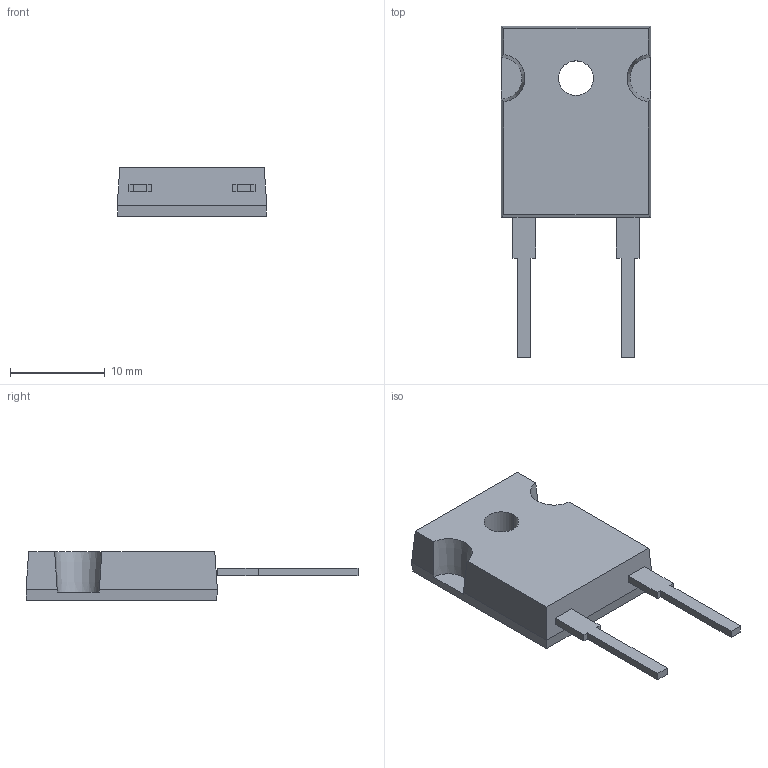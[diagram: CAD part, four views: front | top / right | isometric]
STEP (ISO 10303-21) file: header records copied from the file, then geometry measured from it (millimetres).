
FILE_DESCRIPTION (( 'STEP AP214' ), '1' );
FILE_NAME ('DO247.STEP', '2013-07-29T08:45:39', ( '' ), ( '' ), 'SwSTEP 2.0', 'SolidWorks 2011', '' );
FILE_SCHEMA (( 'AUTOMOTIVE_DESIGN' ));
Length unit declared in the file: millimetre
Products named in the file (1): DO247
Bounding box: 15.75 x 34.95 x 5.15 mm (x, y, z)
Volume: 1508.2 mm3; surface area: 1187.4 mm2
Topology: 3 solids, 3 shells, 38 faces, 92 edges, 60 vertices
Faces by surface type: plane 34, cylinder 2, cone 2
Entity records: 1156 total; most frequent: CARTESIAN_POINT 215, ORIENTED_EDGE 184, DIRECTION 170, EDGE_CURVE 92, VECTOR 76, LINE 76, VERTEX_POINT 60, AXIS2_PLACEMENT_3D 47
